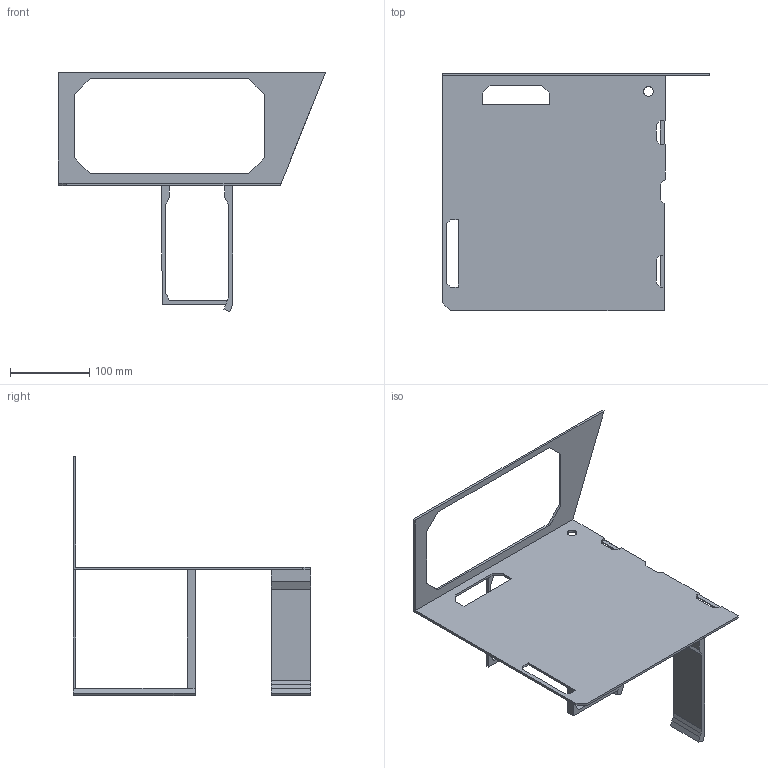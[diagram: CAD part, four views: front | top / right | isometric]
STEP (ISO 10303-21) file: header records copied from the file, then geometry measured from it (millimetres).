
FILE_DESCRIPTION(('HOOPS Exchange Step'),'2;1');
FILE_NAME('temp_export','2022-10-28T15:36:11+08:00',('mobile'),('Shapr3D Limited'),'HOOPS Exchange 2022.1','Shapr3D','Authorized');
FILE_SCHEMA( ('AUTOMOTIVE_DESIGN { 1 0 10303 214 1 1 1 1 }') );
Length unit declared in the file: millimetre
Products named in the file (1): root
Bounding box: 337.2 x 300 x 302.28 mm (x, y, z)
Volume: 369599.8 mm3; surface area: 241154.1 mm2
Topology: 3 solids, 3 shells, 100 faces, 279 edges, 183 vertices
Faces by surface type: plane 99, cylinder 1
Full cylindrical faces by diameter (mm): 12 x1
Entity records: 3179 total; most frequent: CARTESIAN_POINT 563, ORIENTED_EDGE 558, DIRECTION 483, EDGE_CURVE 279, VECTOR 277, LINE 277, VERTEX_POINT 183, EDGE_LOOP 110
